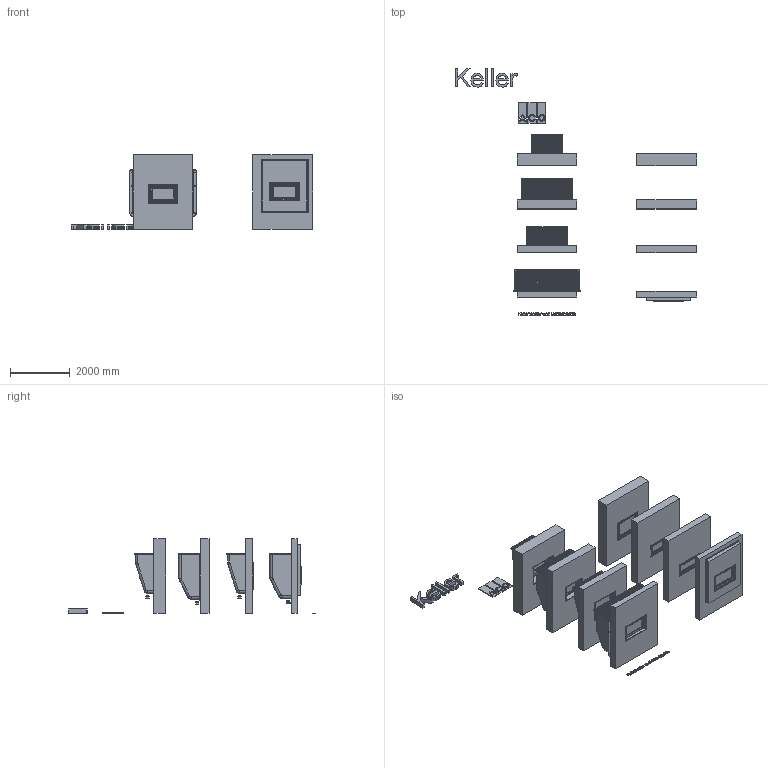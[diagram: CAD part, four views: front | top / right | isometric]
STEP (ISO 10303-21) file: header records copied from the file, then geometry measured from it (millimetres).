
FILE_DESCRIPTION(/* description */ (''),/* implementation_level */ '2;1');
FILE_NAME(/* name */ 'ACOKeller.step',/* time_stamp */ '2024-03-12T15:10:03+01:00',/* author */ ('ndmes'),/* organization */ (''),/* preprocessor_version */ 'ST-DEVELOPER v18.1',/* originating_system */ 'Autodesk Inventor 2022',/* authorisation */ '');
FILE_SCHEMA (('CONFIG_CONTROL_DESIGN'));
Products named in the file (209): ACOKeller; ACOKeller_1; ACOKeller_1_1; ACOKeller_2; ACOKeller_3; ACOKeller_4; ACOKeller_5; ACOKeller_6; ACOKeller_7; ACOKeller_8; ACOKeller_9; ACOKeller_10; ACOKeller_11; ACOKeller_12; ACOKeller_13; ACOKeller_14; ACOKeller_15; ACOKeller_16; ACOKeller_17; ACOKeller_18; ACOKeller_19; ACOKeller_20; ACOKeller_21; ACOKeller_22; ACOKeller_23; ACOKeller_24; ACOKeller_25; ACOKeller_26; ACOKeller_27; ACOKeller_28; ACOKeller_29; ACOKeller_30; ACOKeller_31; ACOKeller_32; ACOKeller_33; ACOKeller_34; ACOKeller_35; ACOKeller_36; ACOKeller_37; ACOKeller_38 ...
Assembly tree (208 placements, depth 2):
  ACOKeller
    ACOKeller_1
    ACOKeller_1_1
    ACOKeller_2
    ACOKeller_3
    ACOKeller_4
    ACOKeller_5
    ACOKeller_6
    ACOKeller_7
    ACOKeller_8
    ACOKeller_9
    ACOKeller_10
    ACOKeller_11
    ACOKeller_12
    ACOKeller_13
    ACOKeller_14
    ACOKeller_15
    ACOKeller_16
    ACOKeller_17
    ACOKeller_18
    ACOKeller_19
    ACOKeller_20
    ACOKeller_21
    ACOKeller_22
    ACOKeller_23
    ACOKeller_24
    ACOKeller_25
    ACOKeller_26
    ACOKeller_27
    ACOKeller_28
    ACOKeller_29
    ACOKeller_30
    ACOKeller_31
    ACOKeller_32
    ACOKeller_33
    ACOKeller_34
    ACOKeller_35
    ACOKeller_36
    ACOKeller_37
    ACOKeller_38
    ACOKeller_39
    ACOKeller_40
    ACOKeller_41
    ACOKeller_42
    ACOKeller_43
    ACOKeller_44
    ACOKeller_45
    ACOKeller_46
    ACOKeller_47
    ACOKeller_48
    ACOKeller_49
    ACOKeller_50
    ACOKeller_51
    ACOKeller_52
    ACOKeller_53
    ACOKeller_54
    ACOKeller_55
    ACOKeller_56
    ACOKeller_57
    ACOKeller_58
Bounding box: 8065.11 x 8243.66 x 2500 mm (x, y, z)
Volume: 10792927425.3 mm3; surface area: 214247249 mm2
Topology: 301 solids, 385 shells, 5762 faces, 14120 edges, 9294 vertices
Faces by surface type: plane 4903, cylinder 563, bspline 146, cone 134, torus 16
Full cylindrical faces by diameter (mm): 9.6 x2, 12 x32, 100 x4, 110 x4, 120.7 x4, 157.689 x1, 227.773 x1
Entity records: 182837 total; most frequent: CARTESIAN_POINT 37685, ORIENTED_EDGE 28240, DIRECTION 27302, EDGE_CURVE 14120, LINE 12256, VECTOR 12256, VERTEX_POINT 9294, AXIS2_PLACEMENT_3D 7523
